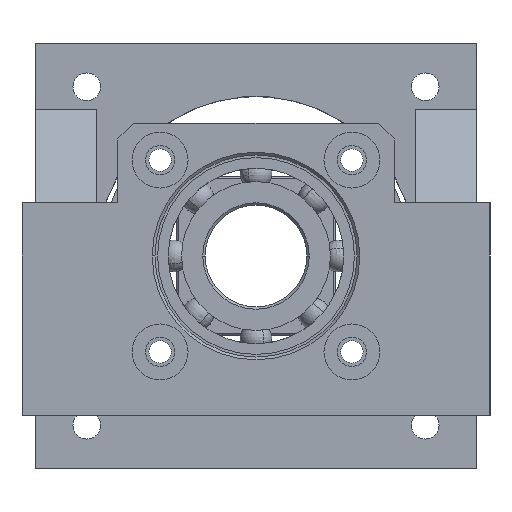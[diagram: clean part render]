
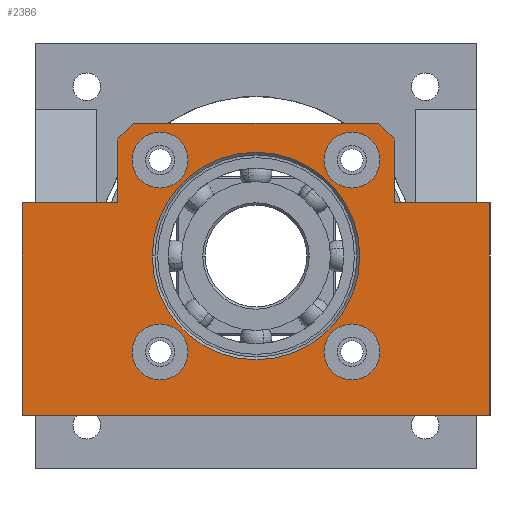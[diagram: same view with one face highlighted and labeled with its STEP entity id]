
A CAD part, left-side view. The second image highlights one B-rep face of the part: STEP entity #2386.
In plain terms, the highlighted planar face has unit normal (-1, 0, 0).
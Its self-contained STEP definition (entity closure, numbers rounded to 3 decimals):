
#1342=CARTESIAN_POINT('Vertex',(0.,-26.,10.)) ;
#1345=CARTESIAN_POINT('Line Origine',(0.,-35.,10.)) ;
#1349=CARTESIAN_POINT('Vertex',(0.,-44.,10.)) ;
#1535=CARTESIAN_POINT('Vertex',(0.,-44.,-30.)) ;
#1538=CARTESIAN_POINT('Line Origine',(0.,0.,-30.)) ;
#1542=CARTESIAN_POINT('Vertex',(0.,44.,-30.)) ;
#1967=CARTESIAN_POINT('Vertex',(0.,44.,10.)) ;
#1970=CARTESIAN_POINT('Line Origine',(0.,35.,10.)) ;
#1974=CARTESIAN_POINT('Vertex',(0.,26.,10.)) ;
#2229=CARTESIAN_POINT('Line Origine',(0.,-44.,-10.)) ;
#2241=CARTESIAN_POINT('Axis2P3D Location',(0.,0.,0.)) ;
#2246=CARTESIAN_POINT('Line Origine',(0.,24.5,23.5)) ;
#2250=CARTESIAN_POINT('Vertex',(0.,26.,22.)) ;
#2252=CARTESIAN_POINT('Vertex',(0.,23.,25.)) ;
#2255=CARTESIAN_POINT('Line Origine',(0.,26.,16.)) ;
#2260=CARTESIAN_POINT('Line Origine',(0.,44.,-10.)) ;
#2265=CARTESIAN_POINT('Line Origine',(0.,-26.,16.)) ;
#2269=CARTESIAN_POINT('Vertex',(0.,-26.,22.)) ;
#2272=CARTESIAN_POINT('Line Origine',(0.,-24.5,23.5)) ;
#2276=CARTESIAN_POINT('Vertex',(0.,-23.,25.)) ;
#2279=CARTESIAN_POINT('Line Origine',(0.,0.,25.)) ;
#2296=CARTESIAN_POINT('Axis2P3D Location',(0.,0.,0.)) ;
#2300=CARTESIAN_POINT('Vertex',(0.,19.5,0.)) ;
#2302=CARTESIAN_POINT('Vertex',(0.,-19.5,0.)) ;
#2305=CARTESIAN_POINT('Axis2P3D Location',(0.,0.,0.)) ;
#2314=CARTESIAN_POINT('Axis2P3D Location',(0.,-18.031,18.031)) ;
#2318=CARTESIAN_POINT('Vertex',(0.,-23.281,18.031)) ;
#2320=CARTESIAN_POINT('Vertex',(0.,-12.781,18.031)) ;
#2323=CARTESIAN_POINT('Axis2P3D Location',(0.,-18.031,18.031)) ;
#2332=CARTESIAN_POINT('Axis2P3D Location',(0.,-18.031,-18.031)) ;
#2336=CARTESIAN_POINT('Vertex',(0.,-23.281,-18.031)) ;
#2338=CARTESIAN_POINT('Vertex',(0.,-12.781,-18.031)) ;
#2341=CARTESIAN_POINT('Axis2P3D Location',(0.,-18.031,-18.031)) ;
#2350=CARTESIAN_POINT('Axis2P3D Location',(0.,18.031,-18.031)) ;
#2354=CARTESIAN_POINT('Vertex',(0.,23.281,-18.031)) ;
#2356=CARTESIAN_POINT('Vertex',(0.,12.781,-18.031)) ;
#2359=CARTESIAN_POINT('Axis2P3D Location',(0.,18.031,-18.031)) ;
#2368=CARTESIAN_POINT('Axis2P3D Location',(0.,18.031,18.031)) ;
#2372=CARTESIAN_POINT('Vertex',(0.,23.281,18.031)) ;
#2374=CARTESIAN_POINT('Vertex',(0.,12.781,18.031)) ;
#2377=CARTESIAN_POINT('Axis2P3D Location',(0.,18.031,18.031)) ;
#1346=DIRECTION('Vector Direction',(0.,1.,0.)) ;
#1539=DIRECTION('Vector Direction',(0.,-1.,0.)) ;
#1971=DIRECTION('Vector Direction',(0.,1.,0.)) ;
#2230=DIRECTION('Vector Direction',(0.,0.,-1.)) ;
#2242=DIRECTION('Axis2P3D Direction',(1.,0.,0.)) ;
#2243=DIRECTION('Axis2P3D XDirection',(0.,1.,0.)) ;
#2247=DIRECTION('Vector Direction',(0.,0.707,-0.707)) ;
#2256=DIRECTION('Vector Direction',(0.,0.,1.)) ;
#2261=DIRECTION('Vector Direction',(0.,0.,1.)) ;
#2266=DIRECTION('Vector Direction',(0.,0.,-1.)) ;
#2273=DIRECTION('Vector Direction',(0.,-0.707,-0.707)) ;
#2280=DIRECTION('Vector Direction',(0.,1.,0.)) ;
#2297=DIRECTION('Axis2P3D Direction',(1.,0.,0.)) ;
#2306=DIRECTION('Axis2P3D Direction',(1.,0.,0.)) ;
#2315=DIRECTION('Axis2P3D Direction',(1.,0.,0.)) ;
#2324=DIRECTION('Axis2P3D Direction',(1.,0.,0.)) ;
#2333=DIRECTION('Axis2P3D Direction',(1.,0.,0.)) ;
#2342=DIRECTION('Axis2P3D Direction',(1.,0.,0.)) ;
#2351=DIRECTION('Axis2P3D Direction',(1.,0.,0.)) ;
#2360=DIRECTION('Axis2P3D Direction',(1.,0.,0.)) ;
#2369=DIRECTION('Axis2P3D Direction',(1.,0.,0.)) ;
#2378=DIRECTION('Axis2P3D Direction',(1.,0.,0.)) ;
#2244=AXIS2_PLACEMENT_3D('Plane Axis2P3D',#2241,#2242,#2243) ;
#2298=AXIS2_PLACEMENT_3D('Circle Axis2P3D',#2296,#2297,$) ;
#2307=AXIS2_PLACEMENT_3D('Circle Axis2P3D',#2305,#2306,$) ;
#2316=AXIS2_PLACEMENT_3D('Circle Axis2P3D',#2314,#2315,$) ;
#2325=AXIS2_PLACEMENT_3D('Circle Axis2P3D',#2323,#2324,$) ;
#2334=AXIS2_PLACEMENT_3D('Circle Axis2P3D',#2332,#2333,$) ;
#2343=AXIS2_PLACEMENT_3D('Circle Axis2P3D',#2341,#2342,$) ;
#2352=AXIS2_PLACEMENT_3D('Circle Axis2P3D',#2350,#2351,$) ;
#2361=AXIS2_PLACEMENT_3D('Circle Axis2P3D',#2359,#2360,$) ;
#2370=AXIS2_PLACEMENT_3D('Circle Axis2P3D',#2368,#2369,$) ;
#2379=AXIS2_PLACEMENT_3D('Circle Axis2P3D',#2377,#2378,$) ;
#2285=ORIENTED_EDGE('',*,*,#2254,.F.) ;
#2286=ORIENTED_EDGE('',*,*,#2259,.F.) ;
#2287=ORIENTED_EDGE('',*,*,#1976,.F.) ;
#2288=ORIENTED_EDGE('',*,*,#2264,.F.) ;
#2289=ORIENTED_EDGE('',*,*,#1544,.F.) ;
#2290=ORIENTED_EDGE('',*,*,#2233,.F.) ;
#2291=ORIENTED_EDGE('',*,*,#1351,.F.) ;
#2292=ORIENTED_EDGE('',*,*,#2271,.F.) ;
#2293=ORIENTED_EDGE('',*,*,#2278,.F.) ;
#2294=ORIENTED_EDGE('',*,*,#2283,.F.) ;
#2311=ORIENTED_EDGE('',*,*,#2304,.F.) ;
#2312=ORIENTED_EDGE('',*,*,#2309,.F.) ;
#2329=ORIENTED_EDGE('',*,*,#2322,.F.) ;
#2330=ORIENTED_EDGE('',*,*,#2327,.F.) ;
#2347=ORIENTED_EDGE('',*,*,#2340,.F.) ;
#2348=ORIENTED_EDGE('',*,*,#2345,.F.) ;
#2365=ORIENTED_EDGE('',*,*,#2358,.F.) ;
#2366=ORIENTED_EDGE('',*,*,#2363,.F.) ;
#2383=ORIENTED_EDGE('',*,*,#2376,.F.) ;
#2384=ORIENTED_EDGE('',*,*,#2381,.F.) ;
#2313=FACE_BOUND('',#2310,.T.) ;
#2331=FACE_BOUND('',#2328,.T.) ;
#2349=FACE_BOUND('',#2346,.T.) ;
#2367=FACE_BOUND('',#2364,.T.) ;
#2385=FACE_BOUND('',#2382,.T.) ;
#1347=VECTOR('Line Direction',#1346,1.) ;
#1540=VECTOR('Line Direction',#1539,1.) ;
#1972=VECTOR('Line Direction',#1971,1.) ;
#2231=VECTOR('Line Direction',#2230,1.) ;
#2248=VECTOR('Line Direction',#2247,1.) ;
#2257=VECTOR('Line Direction',#2256,1.) ;
#2262=VECTOR('Line Direction',#2261,1.) ;
#2267=VECTOR('Line Direction',#2266,1.) ;
#2274=VECTOR('Line Direction',#2273,1.) ;
#2281=VECTOR('Line Direction',#2280,1.) ;
#2386=ADVANCED_FACE('\X2\96F64EF651E04F554F53\X0\',(#2295,#2313,#2331,#2349,#2367,#2385),#2245,.F.) ;
#2299=CIRCLE('generated circle',#2298,19.5) ;
#2308=CIRCLE('generated circle',#2307,19.5) ;
#2317=CIRCLE('generated circle',#2316,5.25) ;
#2326=CIRCLE('generated circle',#2325,5.25) ;
#2335=CIRCLE('generated circle',#2334,5.25) ;
#2344=CIRCLE('generated circle',#2343,5.25) ;
#2353=CIRCLE('generated circle',#2352,5.25) ;
#2362=CIRCLE('generated circle',#2361,5.25) ;
#2371=CIRCLE('generated circle',#2370,5.25) ;
#2380=CIRCLE('generated circle',#2379,5.25) ;
#1351=EDGE_CURVE('',#1343,#1350,#1348,.F.) ;
#1544=EDGE_CURVE('',#1536,#1543,#1541,.F.) ;
#1976=EDGE_CURVE('',#1968,#1975,#1973,.F.) ;
#2233=EDGE_CURVE('',#1350,#1536,#2232,.T.) ;
#2254=EDGE_CURVE('',#2251,#2253,#2249,.F.) ;
#2259=EDGE_CURVE('',#1975,#2251,#2258,.T.) ;
#2264=EDGE_CURVE('',#1543,#1968,#2263,.T.) ;
#2271=EDGE_CURVE('',#2270,#1343,#2268,.T.) ;
#2278=EDGE_CURVE('',#2277,#2270,#2275,.T.) ;
#2283=EDGE_CURVE('',#2253,#2277,#2282,.F.) ;
#2304=EDGE_CURVE('',#2301,#2303,#2299,.F.) ;
#2309=EDGE_CURVE('',#2303,#2301,#2308,.F.) ;
#2322=EDGE_CURVE('',#2319,#2321,#2317,.F.) ;
#2327=EDGE_CURVE('',#2321,#2319,#2326,.F.) ;
#2340=EDGE_CURVE('',#2337,#2339,#2335,.F.) ;
#2345=EDGE_CURVE('',#2339,#2337,#2344,.F.) ;
#2358=EDGE_CURVE('',#2355,#2357,#2353,.F.) ;
#2363=EDGE_CURVE('',#2357,#2355,#2362,.F.) ;
#2376=EDGE_CURVE('',#2373,#2375,#2371,.F.) ;
#2381=EDGE_CURVE('',#2375,#2373,#2380,.F.) ;
#2284=EDGE_LOOP('',(#2285,#2286,#2287,#2288,#2289,#2290,#2291,#2292,#2293,#2294)) ;
#2310=EDGE_LOOP('',(#2311,#2312)) ;
#2328=EDGE_LOOP('',(#2329,#2330)) ;
#2346=EDGE_LOOP('',(#2347,#2348)) ;
#2364=EDGE_LOOP('',(#2365,#2366)) ;
#2382=EDGE_LOOP('',(#2383,#2384)) ;
#2295=FACE_OUTER_BOUND('',#2284,.T.) ;
#1348=LINE('Line',#1345,#1347) ;
#1541=LINE('Line',#1538,#1540) ;
#1973=LINE('Line',#1970,#1972) ;
#2232=LINE('Line',#2229,#2231) ;
#2249=LINE('Line',#2246,#2248) ;
#2258=LINE('Line',#2255,#2257) ;
#2263=LINE('Line',#2260,#2262) ;
#2268=LINE('Line',#2265,#2267) ;
#2275=LINE('Line',#2272,#2274) ;
#2282=LINE('Line',#2279,#2281) ;
#2245=PLANE('Plane',#2244) ;
#1343=VERTEX_POINT('',#1342) ;
#1350=VERTEX_POINT('',#1349) ;
#1536=VERTEX_POINT('',#1535) ;
#1543=VERTEX_POINT('',#1542) ;
#1968=VERTEX_POINT('',#1967) ;
#1975=VERTEX_POINT('',#1974) ;
#2251=VERTEX_POINT('',#2250) ;
#2253=VERTEX_POINT('',#2252) ;
#2270=VERTEX_POINT('',#2269) ;
#2277=VERTEX_POINT('',#2276) ;
#2301=VERTEX_POINT('',#2300) ;
#2303=VERTEX_POINT('',#2302) ;
#2319=VERTEX_POINT('',#2318) ;
#2321=VERTEX_POINT('',#2320) ;
#2337=VERTEX_POINT('',#2336) ;
#2339=VERTEX_POINT('',#2338) ;
#2355=VERTEX_POINT('',#2354) ;
#2357=VERTEX_POINT('',#2356) ;
#2373=VERTEX_POINT('',#2372) ;
#2375=VERTEX_POINT('',#2374) ;
